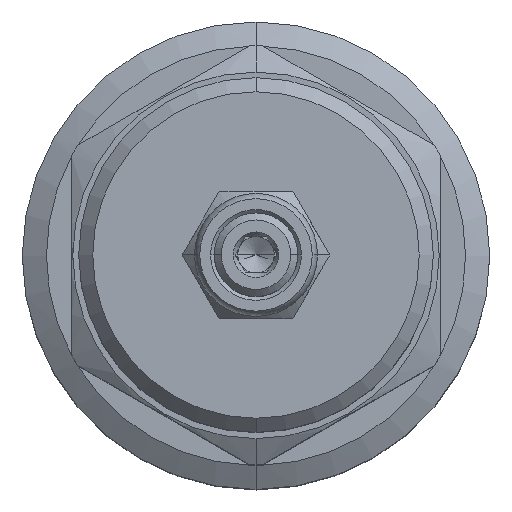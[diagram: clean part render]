
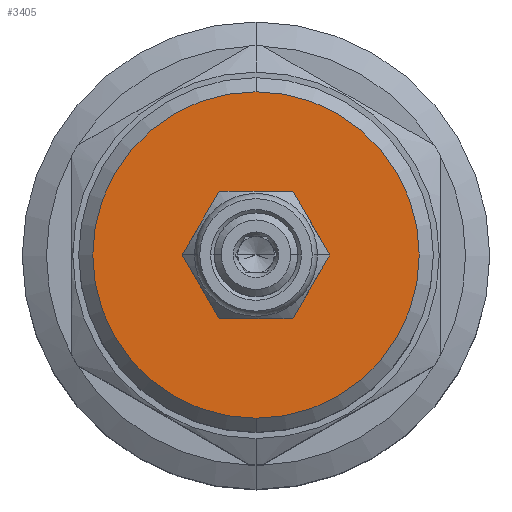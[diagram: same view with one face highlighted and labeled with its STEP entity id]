
A CAD part, top view. The second image highlights one B-rep face of the part: STEP entity #3405.
In plain terms, the highlighted planar face has unit normal (0, 0, 1).
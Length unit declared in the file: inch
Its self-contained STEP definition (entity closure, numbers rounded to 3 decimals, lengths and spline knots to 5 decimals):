
#6=CARTESIAN_POINT('',(0.,0.,5.869));
#7=DIRECTION('',(0.,0.,1.));
#8=DIRECTION('',(-1.,0.,0.));
#9=AXIS2_PLACEMENT_3D('',#6,#7,#8);
#11=CARTESIAN_POINT('',(0.,0.,5.869));
#12=DIRECTION('',(0.,0.,1.));
#13=DIRECTION('',(1.,0.,0.));
#14=AXIS2_PLACEMENT_3D('',#11,#12,#13);
#16=CARTESIAN_POINT('',(0.,0.,5.869));
#17=DIRECTION('',(0.,0.,1.));
#18=DIRECTION('',(0.,-1.,0.));
#19=AXIS2_PLACEMENT_3D('',#16,#17,#18);
#34=CARTESIAN_POINT('',(0.,0.,5.869));
#35=DIRECTION('',(0.,0.,1.));
#36=DIRECTION('',(0.,1.,0.));
#37=AXIS2_PLACEMENT_3D('',#34,#35,#36);
#2989=CARTESIAN_POINT('',(0.,0.719,5.869));
#2990=CARTESIAN_POINT('',(0.,-0.719,5.869));
#2991=VERTEX_POINT('',#2989);
#2992=VERTEX_POINT('',#2990);
#3289=CARTESIAN_POINT('',(-0.271,0.,5.869));
#3290=CARTESIAN_POINT('',(0.271,0.,5.869));
#3291=VERTEX_POINT('',#3289);
#3292=VERTEX_POINT('',#3290);
#3389=CARTESIAN_POINT('',(0.,0.,5.869));
#3390=DIRECTION('',(0.,0.,1.));
#3391=DIRECTION('',(0.,1.,0.));
#3392=AXIS2_PLACEMENT_3D('',#3389,#3390,#3391);
#3393=PLANE('',#3392);
#3395=ORIENTED_EDGE('',*,*,#3394,.F.);
#3397=ORIENTED_EDGE('',*,*,#3396,.F.);
#3398=EDGE_LOOP('',(#3395,#3397));
#3399=FACE_OUTER_BOUND('',#3398,.F.);
#3400=ORIENTED_EDGE('',*,*,#3378,.T.);
#3402=ORIENTED_EDGE('',*,*,#3401,.T.);
#3403=EDGE_LOOP('',(#3400,#3402));
#3404=FACE_BOUND('',#3403,.F.);
#3405=ADVANCED_FACE('',(#3399,#3404),#3393,.T.);
#10=CIRCLE('',#9,0.271);
#15=CIRCLE('',#14,0.271);
#20=CIRCLE('',#19,0.719);
#38=CIRCLE('',#37,0.719);
#3378=EDGE_CURVE('',#3291,#3292,#10,.T.);
#3394=EDGE_CURVE('',#2992,#2991,#20,.T.);
#3396=EDGE_CURVE('',#2991,#2992,#38,.T.);
#3401=EDGE_CURVE('',#3292,#3291,#15,.T.);
